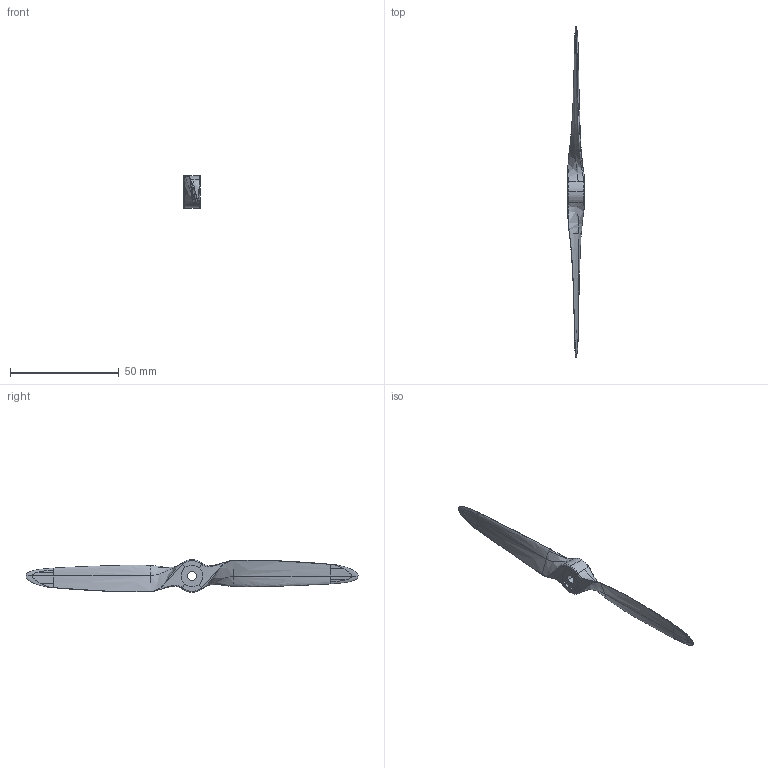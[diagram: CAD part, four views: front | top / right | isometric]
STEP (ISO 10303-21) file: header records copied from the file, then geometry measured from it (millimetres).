
FILE_DESCRIPTION(('CATIA V5 STEP Exchange'),'2;1');
FILE_NAME('AP-PR-006_6-2_RH.stp','2020-05-24T13:38:54+00:00',('none'),('none'),'CATIA Version 5 Release 20 GA (IN-10)','CATIA V5 STEP AP203','none');
FILE_SCHEMA(('CONFIG_CONTROL_DESIGN'));
Length unit declared in the file: millimetre
Products named in the file (1): AP-PR-006
Bounding box: 7.8 x 152.4 x 15 mm (x, y, z)
Volume: 3126.8 mm3; surface area: 3791.5 mm2
Topology: 1 solids, 1 shells, 82 faces, 194 edges, 114 vertices
Faces by surface type: bspline 56, cylinder 10, torus 10, plane 6
Entity records: 12460 total; most frequent: CARTESIAN_POINT 11058, ORIENTED_EDGE 388, EDGE_CURVE 194, B_SPLINE_CURVE_WITH_KNOTS 143, VERTEX_POINT 114, EDGE_LOOP 84, ADVANCED_FACE 82, FACE_OUTER_BOUND 82
